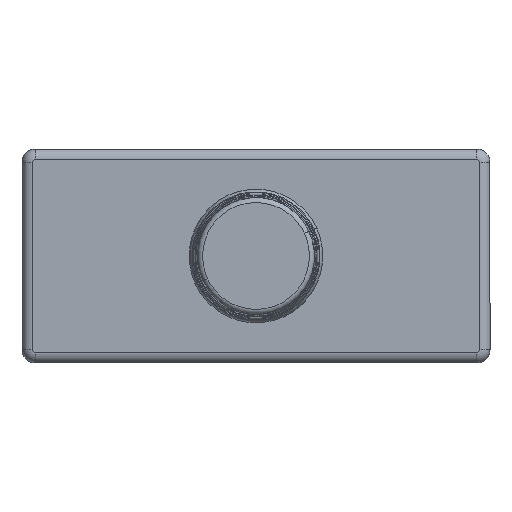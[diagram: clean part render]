
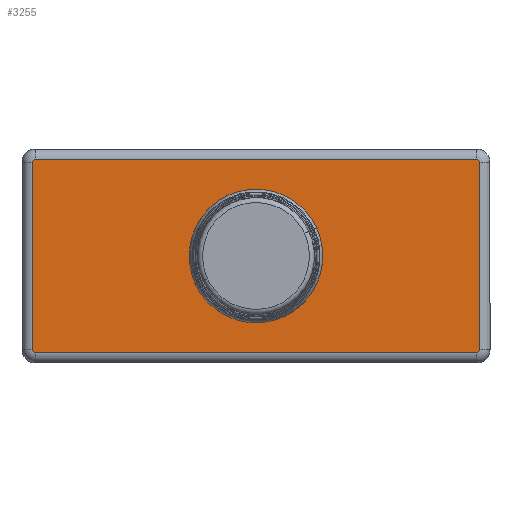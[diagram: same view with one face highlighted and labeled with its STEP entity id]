
A CAD part, front view. The second image highlights one B-rep face of the part: STEP entity #3255.
In plain terms, the highlighted planar face has unit normal (0, -1, 0).
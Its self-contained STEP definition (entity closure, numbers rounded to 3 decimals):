
#98 = CIRCLE ( 'NONE', #4953, 4.5 ) ;
#388 = ORIENTED_EDGE ( 'NONE', *, *, #18896, .T. ) ;
#609 = FACE_OUTER_BOUND ( 'NONE', #12418, .T. ) ;
#811 = ORIENTED_EDGE ( 'NONE', *, *, #9222, .T. ) ;
#958 = PLANE ( 'NONE',  #10114 ) ;
#1036 = DIRECTION ( 'NONE',  ( 0., 1., 0. ) ) ;
#1893 = LINE ( 'NONE', #18347, #17335 ) ;
#1919 = AXIS2_PLACEMENT_3D ( 'NONE', #3025, #13519, #4528 ) ;
#2062 = EDGE_LOOP ( 'NONE', ( #10700, #11861 ) ) ;
#2847 = CIRCLE ( 'NONE', #9168, 4.5 ) ;
#3025 = CARTESIAN_POINT ( 'NONE',  ( -16.5, -1.5, -7. ) ) ;
#3136 = ORIENTED_EDGE ( 'NONE', *, *, #16352, .T. ) ;
#3255 = ADVANCED_FACE ( 'NONE', ( #609, #8538 ), #958, .T. ) ;
#3445 = VERTEX_POINT ( 'NONE', #8961 ) ;
#4298 = LINE ( 'NONE', #16246, #4775 ) ;
#4528 = DIRECTION ( 'NONE',  ( 1., 0., 0. ) ) ;
#4625 = VERTEX_POINT ( 'NONE', #6022 ) ;
#4775 = VECTOR ( 'NONE', #5784, 1000. ) ;
#4797 = CARTESIAN_POINT ( 'NONE',  ( -4.5, -1.5, 0. ) ) ;
#4953 = AXIS2_PLACEMENT_3D ( 'NONE', #9983, #1036, #11508 ) ;
#5460 = DIRECTION ( 'NONE',  ( 0., -1., 0. ) ) ;
#5563 = CARTESIAN_POINT ( 'NONE',  ( 16.5, -1.5, 7. ) ) ;
#5784 = DIRECTION ( 'NONE',  ( 0., 0., -1. ) ) ;
#5899 = VERTEX_POINT ( 'NONE', #17827 ) ;
#6022 = CARTESIAN_POINT ( 'NONE',  ( -16.7, -1.5, 7. ) ) ;
#6339 = LINE ( 'NONE', #18571, #10777 ) ;
#6838 = VERTEX_POINT ( 'NONE', #18903 ) ;
#7046 = DIRECTION ( 'NONE',  ( 1., 0., 0. ) ) ;
#7229 = CIRCLE ( 'NONE', #17269, 0.2 ) ;
#7250 = ORIENTED_EDGE ( 'NONE', *, *, #15835, .T. ) ;
#7387 = EDGE_CURVE ( 'NONE', #19081, #16302, #2847, .T. ) ;
#7679 = CARTESIAN_POINT ( 'NONE',  ( -16.5, -1.5, 7. ) ) ;
#7982 = VERTEX_POINT ( 'NONE', #10453 ) ;
#8122 = VERTEX_POINT ( 'NONE', #16939 ) ;
#8272 = CIRCLE ( 'NONE', #15996, 0.2 ) ;
#8538 = FACE_BOUND ( 'NONE', #2062, .T. ) ;
#8562 = CARTESIAN_POINT ( 'NONE',  ( 0., -1.5, 0. ) ) ;
#8772 = CARTESIAN_POINT ( 'NONE',  ( 16.5, -1.5, -7. ) ) ;
#8961 = CARTESIAN_POINT ( 'NONE',  ( 16.7, -1.5, 7. ) ) ;
#9168 = AXIS2_PLACEMENT_3D ( 'NONE', #8562, #19078, #10073 ) ;
#9171 = DIRECTION ( 'NONE',  ( 1., 0., 0. ) ) ;
#9222 = EDGE_CURVE ( 'NONE', #3445, #11864, #7229, .T. ) ;
#9249 = CARTESIAN_POINT ( 'NONE',  ( 16.7, -1.5, 7. ) ) ;
#9406 = ORIENTED_EDGE ( 'NONE', *, *, #18898, .T. ) ;
#9656 = AXIS2_PLACEMENT_3D ( 'NONE', #7679, #18192, #9171 ) ;
#9983 = CARTESIAN_POINT ( 'NONE',  ( 0., -1.5, 0. ) ) ;
#10073 = DIRECTION ( 'NONE',  ( -1., 0., 0. ) ) ;
#10114 = AXIS2_PLACEMENT_3D ( 'NONE', #14428, #5460, #15951 ) ;
#10294 = DIRECTION ( 'NONE',  ( 1., 0., 0. ) ) ;
#10453 = CARTESIAN_POINT ( 'NONE',  ( -16.5, -1.5, -7.2 ) ) ;
#10700 = ORIENTED_EDGE ( 'NONE', *, *, #18764, .T. ) ;
#10777 = VECTOR ( 'NONE', #12581, 1000. ) ;
#10779 = DIRECTION ( 'NONE',  ( 0., 0., 1. ) ) ;
#11508 = DIRECTION ( 'NONE',  ( -1., 0., 0. ) ) ;
#11744 = CIRCLE ( 'NONE', #1919, 0.2 ) ;
#11861 = ORIENTED_EDGE ( 'NONE', *, *, #7387, .T. ) ;
#11864 = VERTEX_POINT ( 'NONE', #13610 ) ;
#11906 = EDGE_CURVE ( 'NONE', #6838, #3445, #12134, .T. ) ;
#12134 = LINE ( 'NONE', #9249, #15654 ) ;
#12363 = DIRECTION ( 'NONE',  ( -1., 0., 0. ) ) ;
#12418 = EDGE_LOOP ( 'NONE', ( #811, #13270, #19257, #9406, #7250, #3136, #388, #14886 ) ) ;
#12581 = DIRECTION ( 'NONE',  ( 1., 0., 0. ) ) ;
#13270 = ORIENTED_EDGE ( 'NONE', *, *, #16849, .T. ) ;
#13519 = DIRECTION ( 'NONE',  ( 0., -1., 0. ) ) ;
#13610 = CARTESIAN_POINT ( 'NONE',  ( 16.5, -1.5, 7.2 ) ) ;
#14428 = CARTESIAN_POINT ( 'NONE',  ( 17.5, -1.5, -8. ) ) ;
#14886 = ORIENTED_EDGE ( 'NONE', *, *, #11906, .T. ) ;
#15182 = VERTEX_POINT ( 'NONE', #17408 ) ;
#15626 = CIRCLE ( 'NONE', #9656, 0.2 ) ;
#15654 = VECTOR ( 'NONE', #10779, 1000. ) ;
#15835 = EDGE_CURVE ( 'NONE', #15182, #7982, #11744, .T. ) ;
#15951 = DIRECTION ( 'NONE',  ( 1., 0., 0. ) ) ;
#15996 = AXIS2_PLACEMENT_3D ( 'NONE', #8772, #19300, #10294 ) ;
#16026 = DIRECTION ( 'NONE',  ( 0., -1., 0. ) ) ;
#16246 = CARTESIAN_POINT ( 'NONE',  ( -16.7, -1.5, -7. ) ) ;
#16302 = VERTEX_POINT ( 'NONE', #16907 ) ;
#16352 = EDGE_CURVE ( 'NONE', #7982, #8122, #6339, .T. ) ;
#16849 = EDGE_CURVE ( 'NONE', #11864, #5899, #1893, .T. ) ;
#16907 = CARTESIAN_POINT ( 'NONE',  ( 4.5, -1.5, 0. ) ) ;
#16939 = CARTESIAN_POINT ( 'NONE',  ( 16.5, -1.5, -7.2 ) ) ;
#17269 = AXIS2_PLACEMENT_3D ( 'NONE', #5563, #16026, #7046 ) ;
#17335 = VECTOR ( 'NONE', #12363, 1000. ) ;
#17373 = EDGE_CURVE ( 'NONE', #5899, #4625, #15626, .T. ) ;
#17408 = CARTESIAN_POINT ( 'NONE',  ( -16.7, -1.5, -7. ) ) ;
#17827 = CARTESIAN_POINT ( 'NONE',  ( -16.5, -1.5, 7.2 ) ) ;
#18192 = DIRECTION ( 'NONE',  ( 0., -1., 0. ) ) ;
#18347 = CARTESIAN_POINT ( 'NONE',  ( -16.5, -1.5, 7.2 ) ) ;
#18571 = CARTESIAN_POINT ( 'NONE',  ( 16.5, -1.5, -7.2 ) ) ;
#18764 = EDGE_CURVE ( 'NONE', #16302, #19081, #98, .T. ) ;
#18896 = EDGE_CURVE ( 'NONE', #8122, #6838, #8272, .T. ) ;
#18898 = EDGE_CURVE ( 'NONE', #4625, #15182, #4298, .T. ) ;
#18903 = CARTESIAN_POINT ( 'NONE',  ( 16.7, -1.5, -7. ) ) ;
#19078 = DIRECTION ( 'NONE',  ( 0., 1., 0. ) ) ;
#19081 = VERTEX_POINT ( 'NONE', #4797 ) ;
#19257 = ORIENTED_EDGE ( 'NONE', *, *, #17373, .T. ) ;
#19300 = DIRECTION ( 'NONE',  ( 0., -1., 0. ) ) ;
